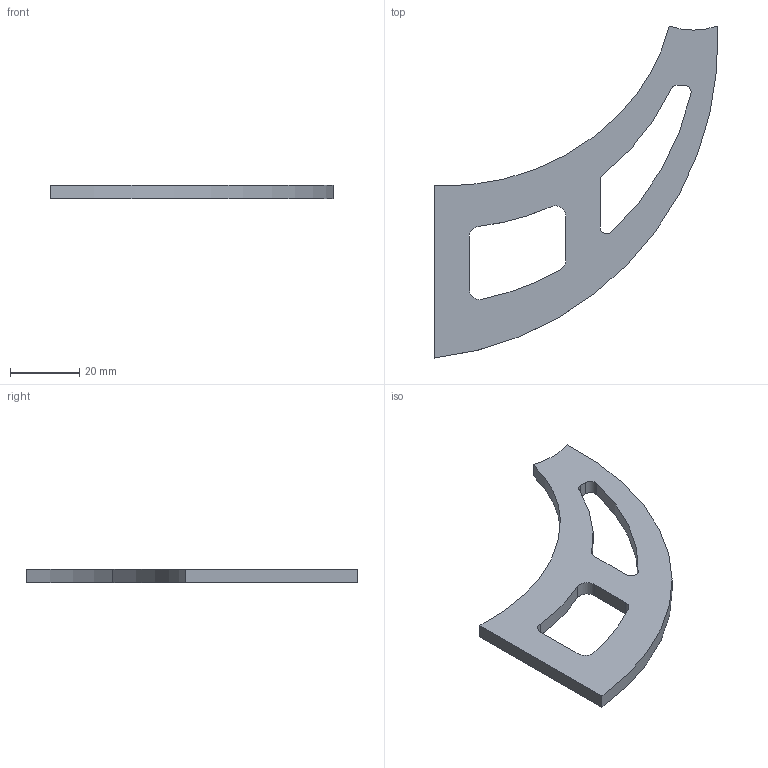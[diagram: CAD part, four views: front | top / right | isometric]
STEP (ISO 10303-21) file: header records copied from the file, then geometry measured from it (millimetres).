
FILE_DESCRIPTION (( 'STEP AP203' ), '1' );
FILE_NAME ('54130-240.step', '2020-09-18T12:05:12', ( '' ), ( '' ), 'SwSTEP 2.0', 'SolidWorks 2018', '' );
FILE_SCHEMA (( 'CONFIG_CONTROL_DESIGN' ));
Length unit declared in the file: millimetre
Products named in the file (2): 54130-240
Bounding box: 82 x 96.19 x 4 mm (x, y, z)
Volume: 10933.5 mm3; surface area: 7438.6 mm2
Topology: 1 solids, 1 shells, 246 faces, 660 edges, 440 vertices
Faces by surface type: plane 136, bspline 94, cylinder 16
Entity records: 12995 total; most frequent: CARTESIAN_POINT 7282, ORIENTED_EDGE 1320, DIRECTION 812, EDGE_CURVE 660, VERTEX_POINT 440, VECTOR 440, LINE 440, EDGE_LOOP 274
